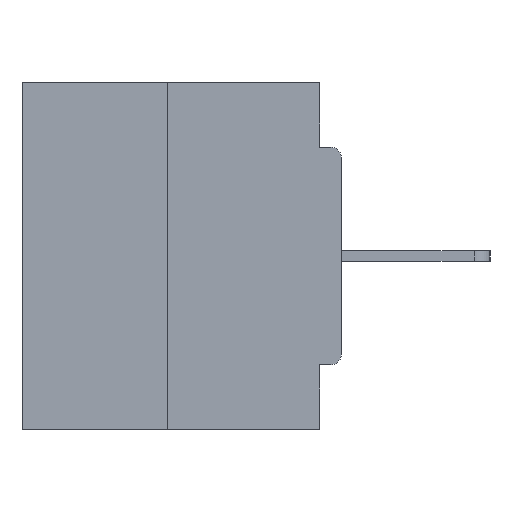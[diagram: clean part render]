
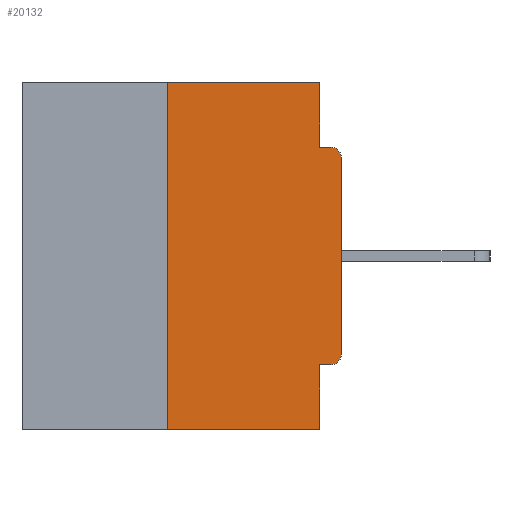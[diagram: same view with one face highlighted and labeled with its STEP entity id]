
A CAD part, left-side view. The second image highlights one B-rep face of the part: STEP entity #20132.
In plain terms, the highlighted planar face has unit normal (-1, 0, 0).
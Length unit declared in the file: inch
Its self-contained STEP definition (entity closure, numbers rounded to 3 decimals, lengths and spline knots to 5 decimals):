
#183 = DIRECTION ( 'NONE',  ( 0., 0., -1. ) ) ;
#754 = ORIENTED_EDGE ( 'NONE', *, *, #14711, .F. ) ;
#1842 = CARTESIAN_POINT ( 'NONE',  ( 0., 0.25, -0.5 ) ) ;
#1902 = LINE ( 'NONE', #6053, #6672 ) ;
#3008 = CARTESIAN_POINT ( 'NONE',  ( 0., 0.015, -0.0935 ) ) ;
#3638 = EDGE_CURVE ( 'NONE', #9488, #20497, #17975, .T. ) ;
#3889 = DIRECTION ( 'NONE',  ( 0., 0., -1. ) ) ;
#4281 = CARTESIAN_POINT ( 'NONE',  ( 0., 0.015, -0.3915 ) ) ;
#4724 = DIRECTION ( 'NONE',  ( -1., 0., 0. ) ) ;
#5178 = CARTESIAN_POINT ( 'NONE',  ( 0., 0., -0.0935 ) ) ;
#5526 = CARTESIAN_POINT ( 'NONE',  ( 0., 0.031, -0.5 ) ) ;
#6053 = CARTESIAN_POINT ( 'NONE',  ( 0., 0., 0. ) ) ;
#6323 = FACE_OUTER_BOUND ( 'NONE', #10977, .T. ) ;
#6672 = VECTOR ( 'NONE', #22027, 39.37008 ) ;
#6717 = VERTEX_POINT ( 'NONE', #11959 ) ;
#7096 = VERTEX_POINT ( 'NONE', #26671 ) ;
#7126 = LINE ( 'NONE', #8599, #24556 ) ;
#7450 = CARTESIAN_POINT ( 'NONE',  ( 0., 0.46, 0. ) ) ;
#7492 = VERTEX_POINT ( 'NONE', #3008 ) ;
#7645 = VERTEX_POINT ( 'NONE', #17462 ) ;
#8089 = ORIENTED_EDGE ( 'NONE', *, *, #3638, .T. ) ;
#8225 = VECTOR ( 'NONE', #25429, 39.37008 ) ;
#8599 = CARTESIAN_POINT ( 'NONE',  ( 0., 0., -0.4065 ) ) ;
#8782 = CARTESIAN_POINT ( 'NONE',  ( 0., 0., -0.3915 ) ) ;
#9159 = ORIENTED_EDGE ( 'NONE', *, *, #25251, .F. ) ;
#9488 = VERTEX_POINT ( 'NONE', #12857 ) ;
#9666 = LINE ( 'NONE', #5526, #21739 ) ;
#9815 = DIRECTION ( 'NONE',  ( 0., 0., -1. ) ) ;
#9922 = EDGE_CURVE ( 'NONE', #7645, #7492, #21497, .T. ) ;
#10977 = EDGE_LOOP ( 'NONE', ( #15967, #9159, #16361, #18808, #18432, #8089, #21639, #22662, #17425, #754 ) ) ;
#11580 = LINE ( 'NONE', #24634, #22174 ) ;
#11959 = CARTESIAN_POINT ( 'NONE',  ( 0., 0., -0.1085 ) ) ;
#12457 = EDGE_CURVE ( 'NONE', #20497, #6717, #1902, .T. ) ;
#12857 = CARTESIAN_POINT ( 'NONE',  ( 0., 0.015, -0.4065 ) ) ;
#13470 = CARTESIAN_POINT ( 'NONE',  ( 0., 0.031, -0.5 ) ) ;
#14077 = DIRECTION ( 'NONE',  ( -1., 0., 0. ) ) ;
#14271 = CARTESIAN_POINT ( 'NONE',  ( 0., 0.46, -0.5 ) ) ;
#14711 = EDGE_CURVE ( 'NONE', #15431, #7645, #11580, .T. ) ;
#15283 = LINE ( 'NONE', #14271, #26512 ) ;
#15431 = VERTEX_POINT ( 'NONE', #20595 ) ;
#15967 = ORIENTED_EDGE ( 'NONE', *, *, #24446, .F. ) ;
#16220 = EDGE_CURVE ( 'NONE', #28874, #21625, #9666, .T. ) ;
#16361 = ORIENTED_EDGE ( 'NONE', *, *, #17759, .T. ) ;
#16497 = CARTESIAN_POINT ( 'NONE',  ( 0., 0.25, 0. ) ) ;
#16543 = DIRECTION ( 'NONE',  ( 0., -1., 0. ) ) ;
#17425 = ORIENTED_EDGE ( 'NONE', *, *, #9922, .F. ) ;
#17462 = CARTESIAN_POINT ( 'NONE',  ( 0., 0.031, -0.0935 ) ) ;
#17759 = EDGE_CURVE ( 'NONE', #26176, #21625, #15283, .T. ) ;
#17900 = LINE ( 'NONE', #22347, #23150 ) ;
#17975 = CIRCLE ( 'NONE', #27700, 0.015 ) ;
#18432 = ORIENTED_EDGE ( 'NONE', *, *, #25080, .F. ) ;
#18808 = ORIENTED_EDGE ( 'NONE', *, *, #16220, .F. ) ;
#18885 = PLANE ( 'NONE',  #21856 ) ;
#19294 = DIRECTION ( 'NONE',  ( 0., 0., -1. ) ) ;
#19662 = LINE ( 'NONE', #16497, #8225 ) ;
#20095 = DIRECTION ( 'NONE',  ( 0., -1., 0. ) ) ;
#20132 = ADVANCED_FACE ( 'NONE', ( #6323 ), #18885, .F. ) ;
#20497 = VERTEX_POINT ( 'NONE', #8782 ) ;
#20595 = CARTESIAN_POINT ( 'NONE',  ( 0., 0.031, 0. ) ) ;
#21242 = DIRECTION ( 'NONE',  ( 0., -1., 0. ) ) ;
#21497 = LINE ( 'NONE', #5178, #22176 ) ;
#21625 = VERTEX_POINT ( 'NONE', #13470 ) ;
#21639 = ORIENTED_EDGE ( 'NONE', *, *, #12457, .T. ) ;
#21739 = VECTOR ( 'NONE', #19294, 39.37008 ) ;
#21856 = AXIS2_PLACEMENT_3D ( 'NONE', #7450, #23385, #9815 ) ;
#22027 = DIRECTION ( 'NONE',  ( 0., 0., 1. ) ) ;
#22174 = VECTOR ( 'NONE', #29082, 39.37008 ) ;
#22176 = VECTOR ( 'NONE', #21242, 39.37008 ) ;
#22347 = CARTESIAN_POINT ( 'NONE',  ( 0., 0.46, 0. ) ) ;
#22662 = ORIENTED_EDGE ( 'NONE', *, *, #28592, .T. ) ;
#23150 = VECTOR ( 'NONE', #20095, 39.37008 ) ;
#23385 = DIRECTION ( 'NONE',  ( 1., 0., 0. ) ) ;
#23949 = CIRCLE ( 'NONE', #28961, 0.015 ) ;
#24446 = EDGE_CURVE ( 'NONE', #7096, #15431, #17900, .T. ) ;
#24556 = VECTOR ( 'NONE', #26690, 39.37008 ) ;
#24634 = CARTESIAN_POINT ( 'NONE',  ( 0., 0.031, 0. ) ) ;
#25080 = EDGE_CURVE ( 'NONE', #9488, #28874, #7126, .T. ) ;
#25251 = EDGE_CURVE ( 'NONE', #26176, #7096, #19662, .T. ) ;
#25429 = DIRECTION ( 'NONE',  ( 0., 0., 1. ) ) ;
#26176 = VERTEX_POINT ( 'NONE', #1842 ) ;
#26218 = CARTESIAN_POINT ( 'NONE',  ( 0., 0.031, -0.4065 ) ) ;
#26512 = VECTOR ( 'NONE', #16543, 39.37008 ) ;
#26671 = CARTESIAN_POINT ( 'NONE',  ( 0., 0.25, 0. ) ) ;
#26690 = DIRECTION ( 'NONE',  ( 0., 1., 0. ) ) ;
#27506 = CARTESIAN_POINT ( 'NONE',  ( 0., 0.015, -0.1085 ) ) ;
#27700 = AXIS2_PLACEMENT_3D ( 'NONE', #4281, #4724, #3889 ) ;
#28592 = EDGE_CURVE ( 'NONE', #6717, #7492, #23949, .T. ) ;
#28874 = VERTEX_POINT ( 'NONE', #26218 ) ;
#28961 = AXIS2_PLACEMENT_3D ( 'NONE', #27506, #14077, #183 ) ;
#29082 = DIRECTION ( 'NONE',  ( 0., 0., -1. ) ) ;
